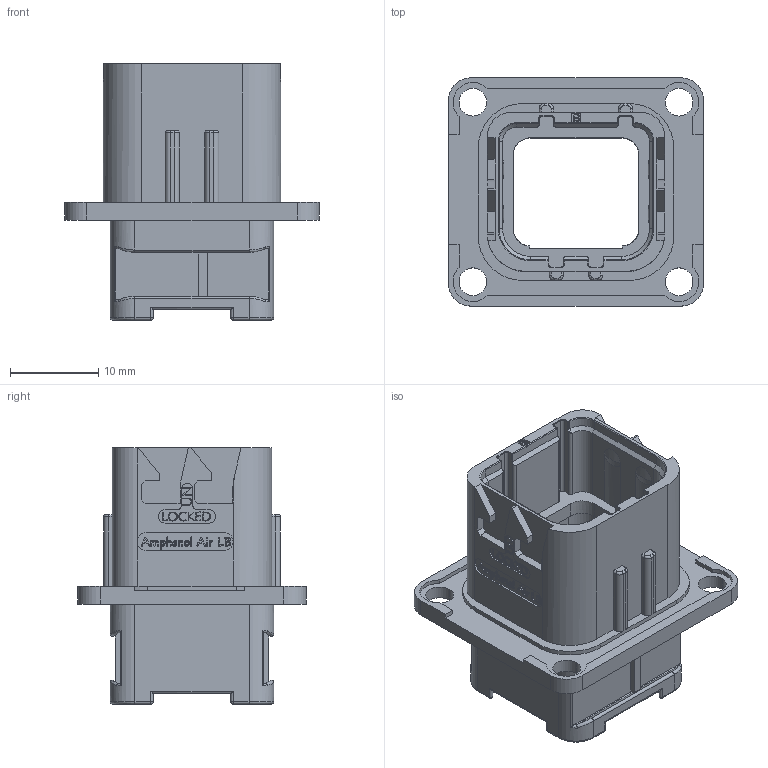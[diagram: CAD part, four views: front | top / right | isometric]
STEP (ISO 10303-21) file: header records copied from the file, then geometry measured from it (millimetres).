
FILE_DESCRIPTION((''),'2;1');
FILE_NAME('SIM2B24B000CS','2019-10-07T',('presta_be4'),(''),'PRO/ENGINEER BY PARAMETRIC TECHNOLOGY CORPORATION, 2014310','PRO/ENGINEER BY PARAMETRIC TECHNOLOGY CORPORATION, 2014310','');
FILE_SCHEMA(('CONFIG_CONTROL_DESIGN'));
Length unit declared in the file: millimetre
Products named in the file (1): SIM2B24B000CS
Bounding box: 28.8 x 25.8 x 28.97 mm (x, y, z)
Volume: 4044.9 mm3; surface area: 5073 mm2
Topology: 1 solids, 1 shells, 1476 faces, 4037 edges, 2626 vertices
Faces by surface type: extrusion 608, plane 586, cylinder 178, torus 44, bspline 28, sphere 24, cone 8
Entity records: 49622 total; most frequent: CARTESIAN_POINT 14742, ORIENTED_EDGE 8058, DIRECTION 5335, EDGE_CURVE 4029, VECTOR 2879, VERTEX_POINT 2626, LINE 2271, B_SPLINE_CURVE_WITH_KNOTS 1978
